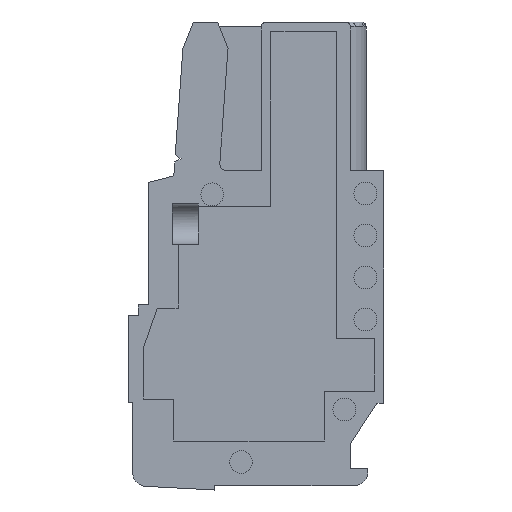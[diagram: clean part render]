
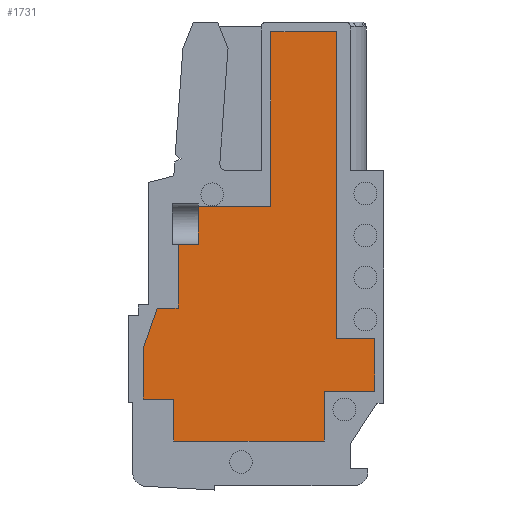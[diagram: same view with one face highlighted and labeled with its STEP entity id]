
A CAD part, left-side view. The second image highlights one B-rep face of the part: STEP entity #1731.
In plain terms, the highlighted planar face has unit normal (-1, 0, 0).
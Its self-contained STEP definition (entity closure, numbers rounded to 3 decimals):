
#1731 = ADVANCED_FACE( '', ( #3581 ), #3582, .F. );
#3581 = FACE_OUTER_BOUND( '', #5525, .T. );
#3582 = PLANE( '', #5526 );
#5525 = EDGE_LOOP( '', ( #10323, #10324, #10325, #10326, #10327, #10328, #10329, #10330, #10331, #10332, #10333, #10334, #10335, #10336, #10337, #10338, #10339 ) );
#5526 = AXIS2_PLACEMENT_3D( '', #10340, #10341, #10342 );
#10323 = ORIENTED_EDGE( '', *, *, #13169, .T. );
#10324 = ORIENTED_EDGE( '', *, *, #13381, .F. );
#10325 = ORIENTED_EDGE( '', *, *, #11549, .F. );
#10326 = ORIENTED_EDGE( '', *, *, #13382, .F. );
#10327 = ORIENTED_EDGE( '', *, *, #11986, .F. );
#10328 = ORIENTED_EDGE( '', *, *, #11828, .F. );
#10329 = ORIENTED_EDGE( '', *, *, #13200, .F. );
#10330 = ORIENTED_EDGE( '', *, *, #13354, .F. );
#10331 = ORIENTED_EDGE( '', *, *, #11687, .F. );
#10332 = ORIENTED_EDGE( '', *, *, #13055, .F. );
#10333 = ORIENTED_EDGE( '', *, *, #13242, .F. );
#10334 = ORIENTED_EDGE( '', *, *, #13383, .F. );
#10335 = ORIENTED_EDGE( '', *, *, #12925, .F. );
#10336 = ORIENTED_EDGE( '', *, *, #13384, .F. );
#10337 = ORIENTED_EDGE( '', *, *, #11644, .F. );
#10338 = ORIENTED_EDGE( '', *, *, #12102, .F. );
#10339 = ORIENTED_EDGE( '', *, *, #13148, .T. );
#10340 = CARTESIAN_POINT( '', ( -2.4, 0., 0. ) );
#10341 = DIRECTION( '', ( 1., 0., 0. ) );
#10342 = DIRECTION( '', ( 0., 0., -1. ) );
#11549 = EDGE_CURVE( '', #13804, #13806, #13807, .T. );
#11644 = EDGE_CURVE( '', #13971, #13973, #13974, .T. );
#11687 = EDGE_CURVE( '', #14046, #14048, #14049, .T. );
#11828 = EDGE_CURVE( '', #14290, #14292, #14293, .T. );
#11986 = EDGE_CURVE( '', #14292, #14557, #14558, .T. );
#12102 = EDGE_CURVE( '', #14747, #13971, #14748, .T. );
#12925 = EDGE_CURVE( '', #16000, #16002, #16003, .T. );
#13055 = EDGE_CURVE( '', #16167, #14046, #16169, .T. );
#13148 = EDGE_CURVE( '', #14747, #16282, #16283, .T. );
#13169 = EDGE_CURVE( '', #16282, #16309, #16311, .T. );
#13200 = EDGE_CURVE( '', #16348, #14290, #16350, .T. );
#13242 = EDGE_CURVE( '', #16402, #16167, #16404, .T. );
#13354 = EDGE_CURVE( '', #14048, #16348, #16533, .T. );
#13381 = EDGE_CURVE( '', #13806, #16309, #16566, .T. );
#13382 = EDGE_CURVE( '', #14557, #13804, #16567, .T. );
#13383 = EDGE_CURVE( '', #16002, #16402, #16568, .T. );
#13384 = EDGE_CURVE( '', #13973, #16000, #16569, .T. );
#13804 = VERTEX_POINT( '', #17075 );
#13806 = VERTEX_POINT( '', #17078 );
#13807 = LINE( '', #17079, #17080 );
#13971 = VERTEX_POINT( '', #17310 );
#13973 = VERTEX_POINT( '', #17313 );
#13974 = LINE( '', #17314, #17315 );
#14046 = VERTEX_POINT( '', #17419 );
#14048 = VERTEX_POINT( '', #17422 );
#14049 = LINE( '', #17423, #17424 );
#14290 = VERTEX_POINT( '', #17769 );
#14292 = VERTEX_POINT( '', #17772 );
#14293 = LINE( '', #17773, #17774 );
#14557 = VERTEX_POINT( '', #18145 );
#14558 = LINE( '', #18146, #18147 );
#14747 = VERTEX_POINT( '', #18405 );
#14748 = LINE( '', #18406, #18407 );
#16000 = VERTEX_POINT( '', #20211 );
#16002 = VERTEX_POINT( '', #20214 );
#16003 = LINE( '', #20215, #20216 );
#16167 = VERTEX_POINT( '', #20449 );
#16169 = LINE( '', #20452, #20453 );
#16282 = VERTEX_POINT( '', #20619 );
#16283 = LINE( '', #20620, #20621 );
#16309 = VERTEX_POINT( '', #20658 );
#16311 = LINE( '', #20661, #20662 );
#16348 = VERTEX_POINT( '', #20714 );
#16350 = LINE( '', #20717, #20718 );
#16402 = VERTEX_POINT( '', #20791 );
#16404 = LINE( '', #20794, #20795 );
#16533 = LINE( '', #20982, #20983 );
#16566 = LINE( '', #21028, #21029 );
#16567 = LINE( '', #21030, #21031 );
#16568 = LINE( '', #21032, #21033 );
#16569 = LINE( '', #21034, #21035 );
#17075 = CARTESIAN_POINT( '', ( -2.4, 7.675, -1.2 ) );
#17078 = CARTESIAN_POINT( '', ( -2.4, 6.475, -1.2 ) );
#17079 = CARTESIAN_POINT( '', ( -2.4, 7.675, -1.2 ) );
#17080 = VECTOR( '', #21437, 1000. );
#17310 = CARTESIAN_POINT( '', ( -2.4, 1.175, 4.6 ) );
#17313 = CARTESIAN_POINT( '', ( -2.4, 1.175, 14.6 ) );
#17314 = CARTESIAN_POINT( '', ( -2.4, 1.175, 4.6 ) );
#17315 = VECTOR( '', #21529, 1000. );
#17419 = CARTESIAN_POINT( '', ( -2.4, -1.875, -5.95 ) );
#17422 = CARTESIAN_POINT( '', ( -2.4, -1.875, -8.8 ) );
#17423 = CARTESIAN_POINT( '', ( -2.4, -1.875, -5.95 ) );
#17424 = VECTOR( '', #21566, 1000. );
#17769 = CARTESIAN_POINT( '', ( -2.4, 6.725, -6.4 ) );
#17772 = CARTESIAN_POINT( '', ( -2.4, 8.475, -6.4 ) );
#17773 = CARTESIAN_POINT( '', ( -2.4, 6.725, -6.4 ) );
#17774 = VECTOR( '', #21713, 1000. );
#18145 = CARTESIAN_POINT( '', ( -2.4, 8.475, -3.5 ) );
#18146 = CARTESIAN_POINT( '', ( -2.4, 8.475, -6.4 ) );
#18147 = VECTOR( '', #21888, 1000. );
#18405 = CARTESIAN_POINT( '', ( -2.4, 5.325, 4.6 ) );
#18406 = CARTESIAN_POINT( '', ( -2.4, 6.475, 4.6 ) );
#18407 = VECTOR( '', #22024, 1000. );
#20211 = CARTESIAN_POINT( '', ( -2.4, -2.575, 14.6 ) );
#20214 = CARTESIAN_POINT( '', ( -2.4, -2.575, -2.95 ) );
#20215 = CARTESIAN_POINT( '', ( -2.4, -2.575, 14.6 ) );
#20216 = VECTOR( '', #22920, 1000. );
#20449 = CARTESIAN_POINT( '', ( -2.4, -4.775, -5.95 ) );
#20452 = CARTESIAN_POINT( '', ( -2.4, -4.775, -5.95 ) );
#20453 = VECTOR( '', #23030, 1000. );
#20619 = CARTESIAN_POINT( '', ( -2.4, 5.325, 2.45 ) );
#20620 = CARTESIAN_POINT( '', ( -2.4, 5.325, 3.6 ) );
#20621 = VECTOR( '', #23111, 1000. );
#20658 = CARTESIAN_POINT( '', ( -2.4, 6.475, 2.45 ) );
#20661 = CARTESIAN_POINT( '', ( -2.4, 5.325, 2.45 ) );
#20662 = VECTOR( '', #23130, 1000. );
#20714 = CARTESIAN_POINT( '', ( -2.4, 6.725, -8.8 ) );
#20717 = CARTESIAN_POINT( '', ( -2.4, 6.725, -8.8 ) );
#20718 = VECTOR( '', #23153, 1000. );
#20791 = CARTESIAN_POINT( '', ( -2.4, -4.775, -2.95 ) );
#20794 = CARTESIAN_POINT( '', ( -2.4, -4.775, -2.95 ) );
#20795 = VECTOR( '', #23185, 1000. );
#20982 = CARTESIAN_POINT( '', ( -2.4, -1.875, -8.8 ) );
#20983 = VECTOR( '', #23266, 1000. );
#21028 = CARTESIAN_POINT( '', ( -2.4, 6.475, -1.2 ) );
#21029 = VECTOR( '', #23294, 1000. );
#21030 = CARTESIAN_POINT( '', ( -2.4, 8.475, -3.5 ) );
#21031 = VECTOR( '', #23295, 1000. );
#21032 = CARTESIAN_POINT( '', ( -2.4, -2.575, -2.95 ) );
#21033 = VECTOR( '', #23296, 1000. );
#21034 = CARTESIAN_POINT( '', ( -2.4, 1.175, 14.6 ) );
#21035 = VECTOR( '', #23297, 1000. );
#21437 = DIRECTION( '', ( 0., -1., 0. ) );
#21529 = DIRECTION( '', ( 0., 0., 1. ) );
#21566 = DIRECTION( '', ( 0., 0., -1. ) );
#21713 = DIRECTION( '', ( 0., 1., 0. ) );
#21888 = DIRECTION( '', ( 0., 0., 1. ) );
#22024 = DIRECTION( '', ( 0., -1., 0. ) );
#22920 = DIRECTION( '', ( 0., 0., -1. ) );
#23030 = DIRECTION( '', ( 0., 1., 0. ) );
#23111 = DIRECTION( '', ( 0., 0., -1. ) );
#23130 = DIRECTION( '', ( 0., 1., 0. ) );
#23153 = DIRECTION( '', ( 0., 0., 1. ) );
#23185 = DIRECTION( '', ( 0., 0., -1. ) );
#23266 = DIRECTION( '', ( 0., 1., 0. ) );
#23294 = DIRECTION( '', ( 0., 0., 1. ) );
#23295 = DIRECTION( '', ( 0., -0.329, 0.944 ) );
#23296 = DIRECTION( '', ( 0., -1., 0. ) );
#23297 = DIRECTION( '', ( 0., -1., 0. ) );
